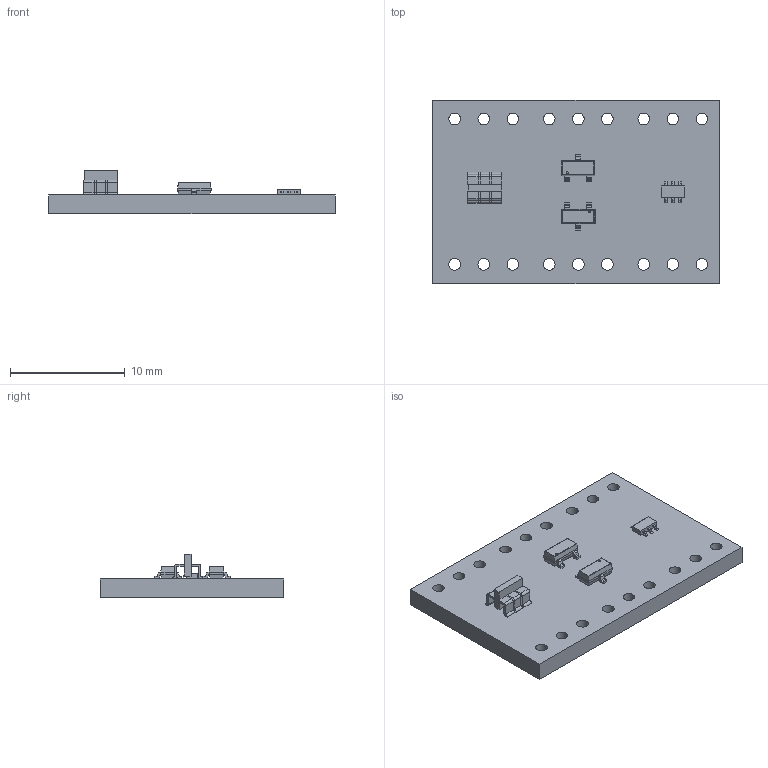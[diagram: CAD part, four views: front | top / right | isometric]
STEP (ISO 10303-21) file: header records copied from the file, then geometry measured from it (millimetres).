
FILE_DESCRIPTION(('PCB Model'),'2;1');
FILE_NAME('SOT23-5,SOT23-6.STEP','2023-02-20T00:19:12' ,('pritesh'),('Unspecified'),'Open CASCADE STEP processor 6.8', 'Proteus','Unknown');
FILE_SCHEMA(('AUTOMOTIVE_DESIGN { 1 0 10303 214 1 1 1 1 }'));
Length unit declared in the file: millimetre
Products named in the file (30): Open CASCADE STEP translator 6.8 1; Layer_1; D1; Open CASCADE STEP translator 6.8 1.2.1; Body_1; Pin_1; Pin_2; Pin_3; Pin_4; Pin_5; Pin_6; Q2; Open CASCADE STEP translator 6.8 1.3.1; =>[0:1:1:2]; =>[0:1:1:3]; SOLID; =>[0:1:1:4]; Q1; Open CASCADE STEP translator 6.8 1.4.1; D2; Open CASCADE STEP translator 6.8 1.5.1
Assembly tree (30 placements, depth 6):
  Open CASCADE STEP translator 6.8 1
    Layer_1
    D1
      Open CASCADE STEP translator 6.8 1.2.1
        Body_1
        Pin_1
        Pin_2
        Pin_3
        Pin_4
        Pin_5
        Pin_6
    Q2
      Open CASCADE STEP translator 6.8 1.3.1
        Body_1
          =>[0:1:1:2]
          =>[0:1:1:3]
            SOLID
            SOLID
          =>[0:1:1:4]
    Q1
      Open CASCADE STEP translator 6.8 1.4.1
        Body_1
          =>[0:1:1:2]
          =>[0:1:1:3]
            SOLID
            SOLID
          =>[0:1:1:4]
    D2
      Open CASCADE STEP translator 6.8 1.5.1
        Body_1
        Pin_1
        Pin_2
        Pin_3
        Pin_4
        Pin_5
        Pin_6
Bounding box: 25 x 16 x 3.8 mm (x, y, z)
Volume: 647 mm3; surface area: 1097.9 mm2
Topology: 23 solids, 23 shells, 320 faces, 784 edges, 512 vertices
Faces by surface type: plane 210, cylinder 110
Entity records: 8664 total; most frequent: DIRECTION 1364, CARTESIAN_POINT 1359, ORIENTED_EDGE 1270, EDGE_CURVE 635, AXIS2_PLACEMENT_3D 461, LINE 442, VECTOR 442, VERTEX_POINT 418
